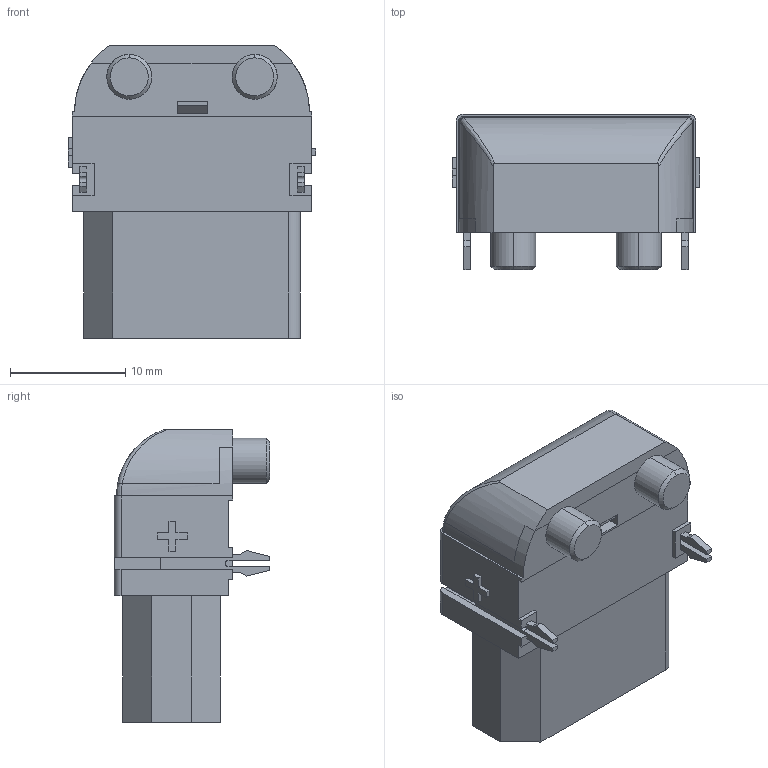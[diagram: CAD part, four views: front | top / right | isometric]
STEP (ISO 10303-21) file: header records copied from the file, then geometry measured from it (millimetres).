
FILE_DESCRIPTION (( 'STEP AP214' ), '1' );
FILE_NAME ('XT90PW-F.STEP', '2023-07-17T14:20:14', ( 'USER' ), ( '' ), 'SwSTEP 2.0', 'SolidWorks 2016', '' );
FILE_SCHEMA (( 'AUTOMOTIVE_DESIGN' ));
Length unit declared in the file: millimetre
Products named in the file (1): XT90PW-F
Bounding box: 21.5 x 13.5 x 25.4 mm (x, y, z)
Volume: 4238.8 mm3; surface area: 3459.2 mm2
Topology: 6 solids, 6 shells, 159 faces, 423 edges, 278 vertices
Faces by surface type: plane 105, cylinder 34, bspline 16, cone 4
Entity records: 5635 total; most frequent: CARTESIAN_POINT 1600, ORIENTED_EDGE 846, DIRECTION 779, EDGE_CURVE 423, LINE 307, VECTOR 307, VERTEX_POINT 278, AXIS2_PLACEMENT_3D 236
